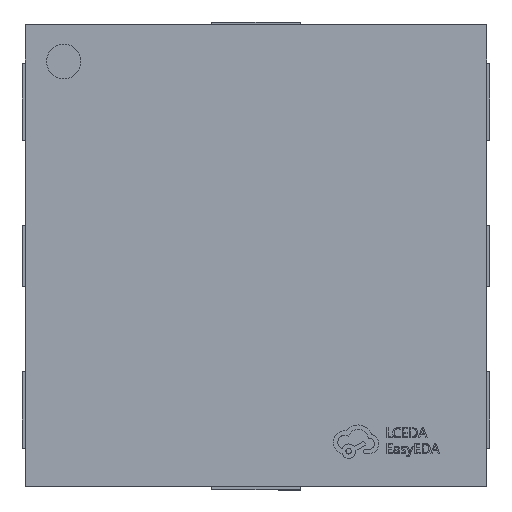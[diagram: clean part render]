
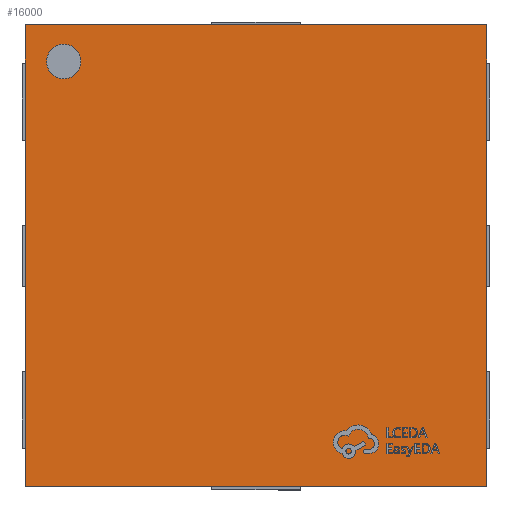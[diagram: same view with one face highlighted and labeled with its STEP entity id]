
A CAD part, top view. The second image highlights one B-rep face of the part: STEP entity #16000.
In plain terms, the highlighted planar face has unit normal (0, 0, 1).
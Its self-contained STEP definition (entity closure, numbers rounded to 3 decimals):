
#368 = ORIENTED_EDGE ( 'NONE', *, *, #11281, .F. ) ;
#1335 = DIRECTION ( 'NONE',  ( 0., 0., 1. ) ) ;
#1496 = VECTOR ( 'NONE', #11998, 1000. ) ;
#1520 = ORIENTED_EDGE ( 'NONE', *, *, #4218, .T. ) ;
#1568 = DIRECTION ( 'NONE',  ( 0., 0., 1. ) ) ;
#2209 = ORIENTED_EDGE ( 'NONE', *, *, #13566, .T. ) ;
#2502 = CARTESIAN_POINT ( 'NONE',  ( -0.681, 0.631, 0.4 ) ) ;
#2816 = LINE ( 'NONE', #7959, #12265 ) ;
#3155 = ORIENTED_EDGE ( 'NONE', *, *, #12843, .F. ) ;
#4004 = AXIS2_PLACEMENT_3D ( 'NONE', #4957, #1335, #12249 ) ;
#4031 = CARTESIAN_POINT ( 'NONE',  ( -0.75, -0.75, 0.4 ) ) ;
#4218 = EDGE_CURVE ( 'NONE', #13406, #7617, #2816, .T. ) ;
#4957 = CARTESIAN_POINT ( 'NONE',  ( -0.625, 0.631, 0.4 ) ) ;
#5696 = CIRCLE ( 'NONE', #4004, 0.056 ) ;
#6262 = EDGE_LOOP ( 'NONE', ( #3155, #368 ) ) ;
#6314 = CARTESIAN_POINT ( 'NONE',  ( -0.75, 0.75, 0.4 ) ) ;
#6554 = VERTEX_POINT ( 'NONE', #8613 ) ;
#6606 = FACE_BOUND ( 'NONE', #6262, .T. ) ;
#6808 = CIRCLE ( 'NONE', #17206, 0.056 ) ;
#7617 = VERTEX_POINT ( 'NONE', #14252 ) ;
#7662 = VERTEX_POINT ( 'NONE', #9609 ) ;
#7959 = CARTESIAN_POINT ( 'NONE',  ( -0.75, -0.75, 0.4 ) ) ;
#8082 = CARTESIAN_POINT ( 'NONE',  ( 0.75, 0.75, 0.4 ) ) ;
#8152 = DIRECTION ( 'NONE',  ( 0., 1., 0. ) ) ;
#8348 = DIRECTION ( 'NONE',  ( 1., 0., 0. ) ) ;
#8613 = CARTESIAN_POINT ( 'NONE',  ( -0.75, 0.75, 0.4 ) ) ;
#9041 = ORIENTED_EDGE ( 'NONE', *, *, #14670, .T. ) ;
#9218 = DIRECTION ( 'NONE',  ( 1., 0., 0. ) ) ;
#9511 = VERTEX_POINT ( 'NONE', #10214 ) ;
#9609 = CARTESIAN_POINT ( 'NONE',  ( -0.569, 0.631, 0.4 ) ) ;
#9710 = DIRECTION ( 'NONE',  ( 0., 0., 1. ) ) ;
#9827 = EDGE_LOOP ( 'NONE', ( #12840, #9041, #2209, #1520 ) ) ;
#10214 = CARTESIAN_POINT ( 'NONE',  ( 0.75, 0.75, 0.4 ) ) ;
#10566 = CARTESIAN_POINT ( 'NONE',  ( -0.625, 0.631, 0.4 ) ) ;
#10710 = FACE_OUTER_BOUND ( 'NONE', #9827, .T. ) ;
#11281 = EDGE_CURVE ( 'NONE', #15420, #7662, #6808, .T. ) ;
#11494 = DIRECTION ( 'NONE',  ( -1., 0., 0. ) ) ;
#11626 = AXIS2_PLACEMENT_3D ( 'NONE', #17423, #9710, #8348 ) ;
#11656 = LINE ( 'NONE', #6314, #1496 ) ;
#11998 = DIRECTION ( 'NONE',  ( 0., -1., 0. ) ) ;
#12146 = DIRECTION ( 'NONE',  ( 1., 0., 0. ) ) ;
#12249 = DIRECTION ( 'NONE',  ( 1., 0., 0. ) ) ;
#12265 = VECTOR ( 'NONE', #12146, 1000. ) ;
#12431 = VECTOR ( 'NONE', #11494, 1000. ) ;
#12840 = ORIENTED_EDGE ( 'NONE', *, *, #17013, .T. ) ;
#12843 = EDGE_CURVE ( 'NONE', #7662, #15420, #5696, .T. ) ;
#13406 = VERTEX_POINT ( 'NONE', #4031 ) ;
#13566 = EDGE_CURVE ( 'NONE', #6554, #13406, #11656, .T. ) ;
#14252 = CARTESIAN_POINT ( 'NONE',  ( 0.75, -0.75, 0.4 ) ) ;
#14276 = LINE ( 'NONE', #14439, #12431 ) ;
#14439 = CARTESIAN_POINT ( 'NONE',  ( -0.75, 0.75, 0.4 ) ) ;
#14464 = VECTOR ( 'NONE', #8152, 1000. ) ;
#14670 = EDGE_CURVE ( 'NONE', #9511, #6554, #14276, .T. ) ;
#15420 = VERTEX_POINT ( 'NONE', #2502 ) ;
#16000 = ADVANCED_FACE ( 'NONE', ( #6606, #10710 ), #16045, .T. ) ;
#16045 = PLANE ( 'NONE',  #11626 ) ;
#17013 = EDGE_CURVE ( 'NONE', #7617, #9511, #17415, .T. ) ;
#17206 = AXIS2_PLACEMENT_3D ( 'NONE', #10566, #1568, #9218 ) ;
#17415 = LINE ( 'NONE', #8082, #14464 ) ;
#17423 = CARTESIAN_POINT ( 'NONE',  ( 0., 0., 0.4 ) ) ;
